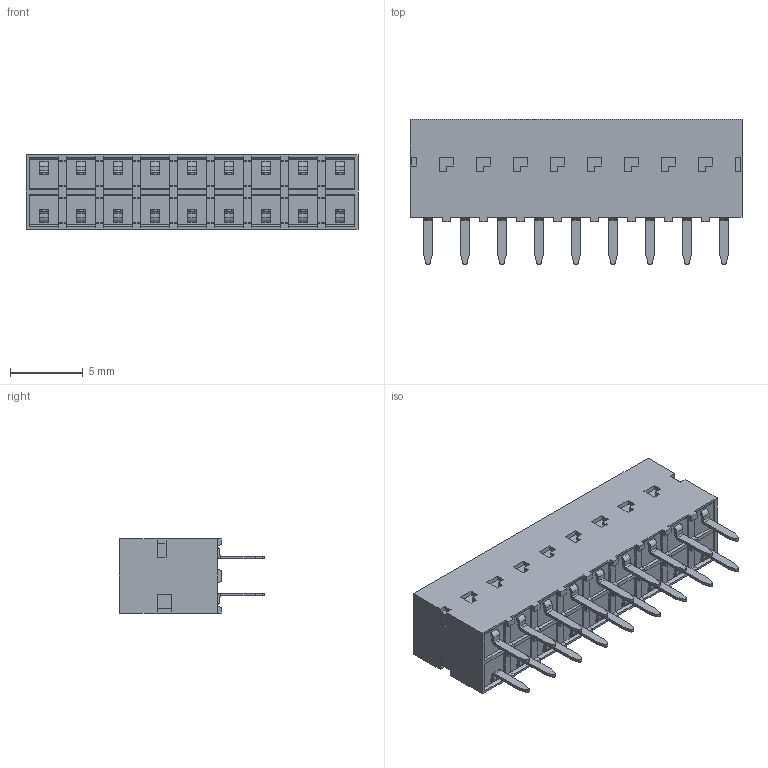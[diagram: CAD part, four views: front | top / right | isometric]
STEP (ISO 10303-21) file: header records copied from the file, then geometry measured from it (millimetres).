
FILE_DESCRIPTION((''),'2;1');
FILE_NAME('76342-309_SW0001','2009-09-19T',('sspandia'),('FCI - ELX Division'),'PRO/ENGINEER BY PARAMETRIC TECHNOLOGY CORPORATION, 2008010','PRO/ENGINEER BY PARAMETRIC TECHNOLOGY CORPORATION, 2008010','');
FILE_SCHEMA(('CONFIG_CONTROL_DESIGN'));
Length unit declared in the file: millimetre
Products named in the file (1): 76342-309_SW0001
Bounding box: 22.78 x 9.96 x 5.08 mm (x, y, z)
Volume: 750.6 mm3; surface area: 876.3 mm2
Topology: 1 solids, 1 shells, 1022 faces, 2434 edges, 1484 vertices
Faces by surface type: plane 932, cylinder 90
Entity records: 28548 total; most frequent: CARTESIAN_POINT 4940, ORIENTED_EDGE 4868, DIRECTION 4658, EDGE_CURVE 2434, VECTOR 2254, LINE 2254, VERTEX_POINT 1484, AXIS2_PLACEMENT_3D 1202
